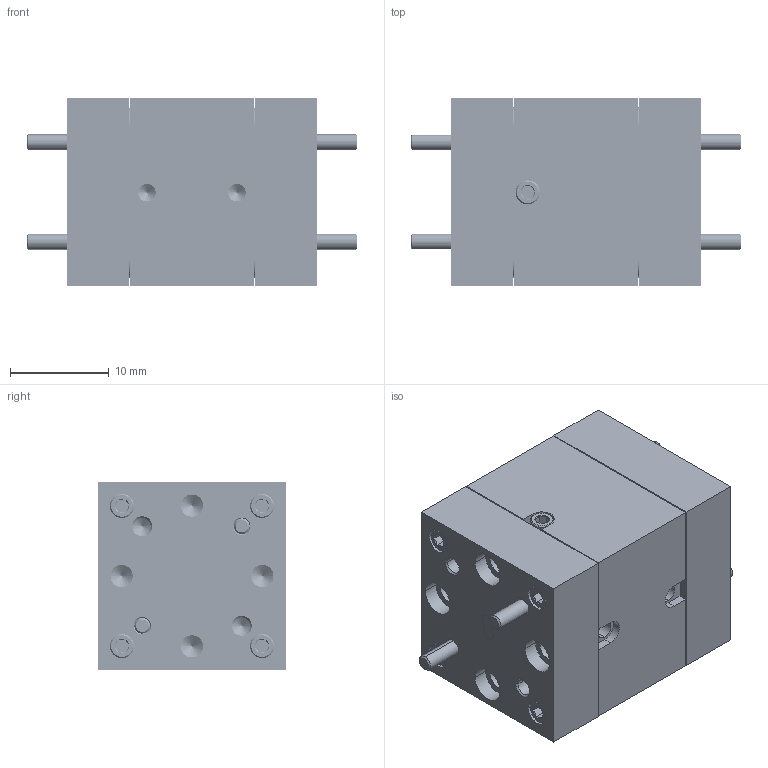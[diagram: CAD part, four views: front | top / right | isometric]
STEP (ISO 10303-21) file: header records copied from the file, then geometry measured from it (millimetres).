
FILE_DESCRIPTION (( 'STEP AP214' ), '1' );
FILE_NAME ('DMTF-10-101-C1, DF.STEP', '2018-11-14T18:53:14', ( '' ), ( '' ), 'SwSTEP 2.0', 'SolidWorks 2016', '' );
FILE_SCHEMA (( 'AUTOMOTIVE_DESIGN' ));
Length unit declared in the file: inch
Products named in the file (1): DMTF-10-101-C1, DF
Bounding box: 33.53 x 19.05 x 19.05 mm (x, y, z)
Volume: 7516 mm3; surface area: 7908.2 mm2
Topology: 17 solids, 17 shells, 1669 faces, 4585 edges, 2968 vertices
Faces by surface type: cylinder 1295, cone 185, plane 171, bspline 18
Entity records: 100692 total; most frequent: CARTESIAN_POINT 43350, ORIENTED_EDGE 9098, DIRECTION 5907, EDGE_CURVE 4549, VERTEX_POINT 2968, AXIS2_PLACEMENT_3D 2125, EDGE_LOOP 1745, LENGTH_MEASURE_WITH_UNIT 1688
